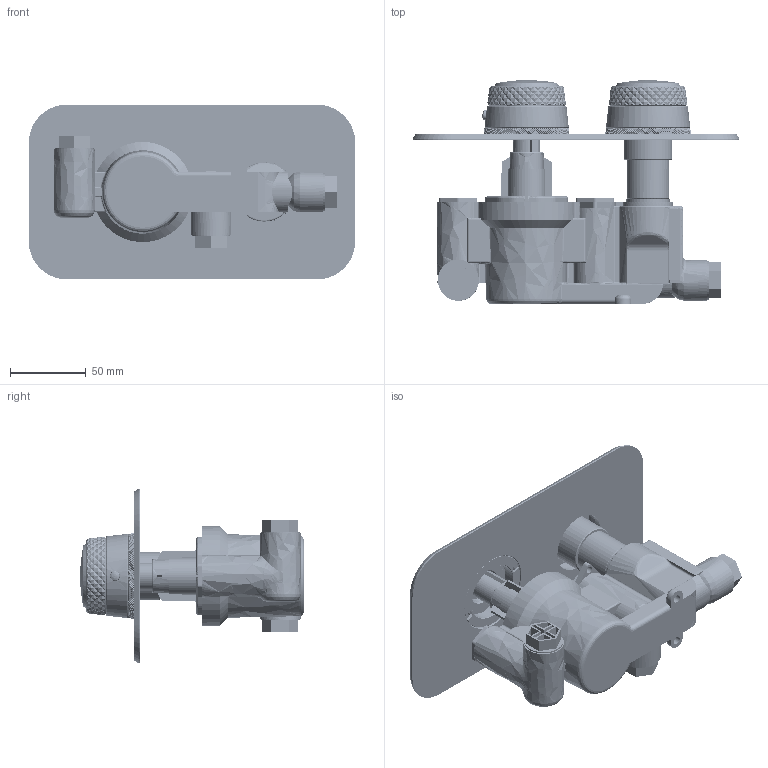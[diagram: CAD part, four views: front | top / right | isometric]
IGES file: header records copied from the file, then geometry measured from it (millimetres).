
Global section: file name: T1001-CCR  T1001-CBR; native system: Autodesk Inventor 2020; preprocessor: unknown; author: rclarke; date: 20200203.084156; units: millimetre
Bounding box: 215 x 147.39 x 115 mm (x, y, z)
Volume: 494119.2 mm3; surface area: 287168.5 mm2
Topology: 66 solids, 71 shells, 11403 faces, 26205 edges, 15090 vertices
Faces by surface type: bspline 11403
